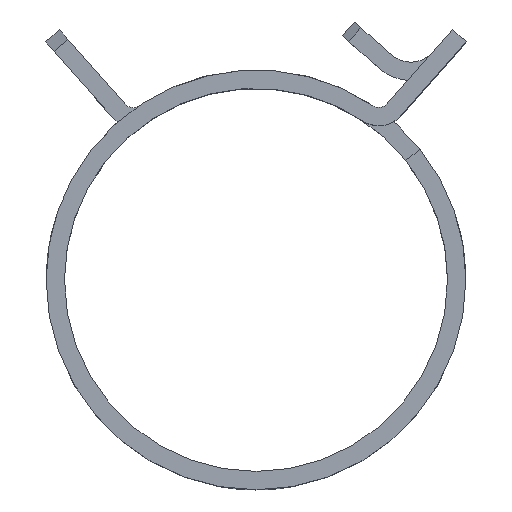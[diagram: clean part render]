
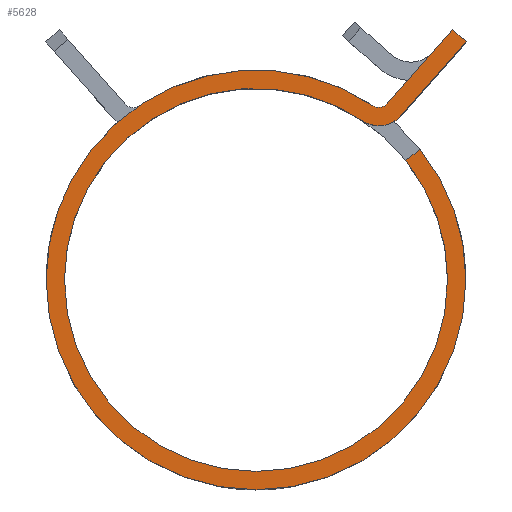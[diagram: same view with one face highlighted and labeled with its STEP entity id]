
A CAD part, top view. The second image highlights one B-rep face of the part: STEP entity #5628.
In plain terms, the highlighted planar face has unit normal (0, 0, 1).
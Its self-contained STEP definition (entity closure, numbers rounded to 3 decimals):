
#70 = DIRECTION ( 'NONE',  ( 1., 0., 0. ) ) ;
#76 = VERTEX_POINT ( 'NONE', #3602 ) ;
#184 = EDGE_CURVE ( 'NONE', #2178, #3759, #2033, .T. ) ;
#276 = LINE ( 'NONE', #4065, #1318 ) ;
#334 = CARTESIAN_POINT ( 'NONE',  ( 12.148, 16.316, 6. ) ) ;
#348 = ORIENTED_EDGE ( 'NONE', *, *, #1252, .T. ) ;
#383 = VECTOR ( 'NONE', #3024, 1000. ) ;
#418 = CARTESIAN_POINT ( 'NONE',  ( 13.422, 15.191, 6. ) ) ;
#427 = CARTESIAN_POINT ( 'NONE',  ( 18.226, 23.195, 6. ) ) ;
#481 = CIRCLE ( 'NONE', #5058, 19.45 ) ;
#507 = ORIENTED_EDGE ( 'NONE', *, *, #1657, .F. ) ;
#600 = VERTEX_POINT ( 'NONE', #3499 ) ;
#638 = DIRECTION ( 'NONE',  ( 1., 0., 0. ) ) ;
#673 = VECTOR ( 'NONE', #5376, 1000. ) ;
#807 = VERTEX_POINT ( 'NONE', #5329 ) ;
#834 = CIRCLE ( 'NONE', #5118, 19.45 ) ;
#986 = CARTESIAN_POINT ( 'NONE',  ( 0., 0., 6. ) ) ;
#1014 = CARTESIAN_POINT ( 'NONE',  ( 19.5, 22.069, 6. ) ) ;
#1015 = DIRECTION ( 'NONE',  ( 0., 0., 1. ) ) ;
#1024 = DIRECTION ( 'NONE',  ( 0.782, 0.623, 0. ) ) ;
#1134 = CIRCLE ( 'NONE', #3918, 2.7 ) ;
#1239 = CARTESIAN_POINT ( 'NONE',  ( 18.226, 23.195, 6. ) ) ;
#1244 = VERTEX_POINT ( 'NONE', #2025 ) ;
#1252 = EDGE_CURVE ( 'NONE', #4737, #4604, #2063, .T. ) ;
#1318 = VECTOR ( 'NONE', #1024, 1000. ) ;
#1397 = VERTEX_POINT ( 'NONE', #3642 ) ;
#1417 = AXIS2_PLACEMENT_3D ( 'NONE', #986, #2826, #2387 ) ;
#1485 = CARTESIAN_POINT ( 'NONE',  ( 0., 0., 6. ) ) ;
#1548 = DIRECTION ( 'NONE',  ( 1., 0., 0. ) ) ;
#1607 = EDGE_CURVE ( 'NONE', #807, #5473, #5254, .T. ) ;
#1657 = EDGE_CURVE ( 'NONE', #1758, #2178, #5295, .T. ) ;
#1684 = ORIENTED_EDGE ( 'NONE', *, *, #184, .F. ) ;
#1692 = CARTESIAN_POINT ( 'NONE',  ( 10.841, 16.148, 6. ) ) ;
#1758 = VERTEX_POINT ( 'NONE', #1239 ) ;
#1766 = VERTEX_POINT ( 'NONE', #3116 ) ;
#1792 = DIRECTION ( 'NONE',  ( 0., 0., -1. ) ) ;
#1824 = ORIENTED_EDGE ( 'NONE', *, *, #4650, .F. ) ;
#1865 = EDGE_CURVE ( 'NONE', #1244, #1397, #481, .T. ) ;
#1875 = CARTESIAN_POINT ( 'NONE',  ( 0., 0., 6. ) ) ;
#2025 = CARTESIAN_POINT ( 'NONE',  ( -19.45, 0., 6. ) ) ;
#2033 = LINE ( 'NONE', #1014, #673 ) ;
#2063 = CIRCLE ( 'NONE', #6050, 1. ) ;
#2178 = VERTEX_POINT ( 'NONE', #5582 ) ;
#2192 = DIRECTION ( 'NONE',  ( 0., 0., 1. ) ) ;
#2287 = LINE ( 'NONE', #427, #4620 ) ;
#2353 = DIRECTION ( 'NONE',  ( 0., 0., 1. ) ) ;
#2387 = DIRECTION ( 'NONE',  ( 1., 0., 0. ) ) ;
#2414 = CIRCLE ( 'NONE', #5195, 17.75 ) ;
#2455 = CARTESIAN_POINT ( 'NONE',  ( 0., 0., 6. ) ) ;
#2533 = DIRECTION ( 'NONE',  ( 1., 0., 0. ) ) ;
#2713 = CARTESIAN_POINT ( 'NONE',  ( 11.399, 16.978, 6. ) ) ;
#2727 = CIRCLE ( 'NONE', #5914, 17.75 ) ;
#2811 = ORIENTED_EDGE ( 'NONE', *, *, #5681, .T. ) ;
#2826 = DIRECTION ( 'NONE',  ( 0., 0., 1. ) ) ;
#2920 = DIRECTION ( 'NONE',  ( 0., 0., 1. ) ) ;
#2933 = CARTESIAN_POINT ( 'NONE',  ( 18.226, 23.195, 6. ) ) ;
#3024 = DIRECTION ( 'NONE',  ( 0.749, -0.662, 0. ) ) ;
#3039 = DIRECTION ( 'NONE',  ( 0., 0., 1. ) ) ;
#3063 = DIRECTION ( 'NONE',  ( 0., 0., -1. ) ) ;
#3116 = CARTESIAN_POINT ( 'NONE',  ( 15.214, 12.118, 6. ) ) ;
#3333 = EDGE_LOOP ( 'NONE', ( #4199, #3559, #2811, #4886, #1824, #4263, #5415, #4360, #1684, #507, #5395, #348 ) ) ;
#3392 = DIRECTION ( 'NONE',  ( 0., 0., 1. ) ) ;
#3403 = CARTESIAN_POINT ( 'NONE',  ( 11.399, 16.978, 6. ) ) ;
#3444 = EDGE_CURVE ( 'NONE', #4604, #1244, #5900, .T. ) ;
#3499 = CARTESIAN_POINT ( 'NONE',  ( 13.884, 11.059, 6. ) ) ;
#3559 = ORIENTED_EDGE ( 'NONE', *, *, #1865, .T. ) ;
#3602 = CARTESIAN_POINT ( 'NONE',  ( 17.75, 0., 6. ) ) ;
#3642 = CARTESIAN_POINT ( 'NONE',  ( 19.45, 0., 6. ) ) ;
#3697 = AXIS2_PLACEMENT_3D ( 'NONE', #5190, #2920, #5813 ) ;
#3759 = VERTEX_POINT ( 'NONE', #418 ) ;
#3842 = DIRECTION ( 'NONE',  ( 1., 0., 0. ) ) ;
#3918 = AXIS2_PLACEMENT_3D ( 'NONE', #2713, #1792, #5077 ) ;
#3947 = CARTESIAN_POINT ( 'NONE',  ( -17.75, 0., 6. ) ) ;
#3995 = CARTESIAN_POINT ( 'NONE',  ( 0., 0., 6. ) ) ;
#4065 = CARTESIAN_POINT ( 'NONE',  ( 13.884, 11.059, 6. ) ) ;
#4074 = EDGE_CURVE ( 'NONE', #5473, #76, #2414, .T. ) ;
#4199 = ORIENTED_EDGE ( 'NONE', *, *, #3444, .T. ) ;
#4224 = CARTESIAN_POINT ( 'NONE',  ( 0., 0., 6. ) ) ;
#4251 = DIRECTION ( 'NONE',  ( 1., 0., 0. ) ) ;
#4263 = ORIENTED_EDGE ( 'NONE', *, *, #4074, .F. ) ;
#4360 = ORIENTED_EDGE ( 'NONE', *, *, #5185, .F. ) ;
#4604 = VERTEX_POINT ( 'NONE', #1692 ) ;
#4620 = VECTOR ( 'NONE', #4786, 1000. ) ;
#4650 = EDGE_CURVE ( 'NONE', #76, #600, #2727, .T. ) ;
#4668 = EDGE_CURVE ( 'NONE', #600, #1766, #276, .T. ) ;
#4692 = PLANE ( 'NONE',  #1417 ) ;
#4737 = VERTEX_POINT ( 'NONE', #334 ) ;
#4786 = DIRECTION ( 'NONE',  ( -0.662, -0.749, 0. ) ) ;
#4886 = ORIENTED_EDGE ( 'NONE', *, *, #4668, .F. ) ;
#4957 = AXIS2_PLACEMENT_3D ( 'NONE', #1485, #3392, #70 ) ;
#5058 = AXIS2_PLACEMENT_3D ( 'NONE', #1875, #1015, #4251 ) ;
#5077 = DIRECTION ( 'NONE',  ( -1., 0., 0. ) ) ;
#5118 = AXIS2_PLACEMENT_3D ( 'NONE', #4224, #2353, #3842 ) ;
#5185 = EDGE_CURVE ( 'NONE', #3759, #807, #1134, .T. ) ;
#5190 = CARTESIAN_POINT ( 'NONE',  ( 0., 0., 6. ) ) ;
#5195 = AXIS2_PLACEMENT_3D ( 'NONE', #3995, #3039, #638 ) ;
#5254 = CIRCLE ( 'NONE', #4957, 17.75 ) ;
#5284 = FACE_OUTER_BOUND ( 'NONE', #3333, .T. ) ;
#5295 = LINE ( 'NONE', #2933, #383 ) ;
#5329 = CARTESIAN_POINT ( 'NONE',  ( 9.894, 14.737, 6. ) ) ;
#5376 = DIRECTION ( 'NONE',  ( -0.662, -0.749, 0. ) ) ;
#5395 = ORIENTED_EDGE ( 'NONE', *, *, #5666, .T. ) ;
#5415 = ORIENTED_EDGE ( 'NONE', *, *, #1607, .F. ) ;
#5473 = VERTEX_POINT ( 'NONE', #3947 ) ;
#5582 = CARTESIAN_POINT ( 'NONE',  ( 19.5, 22.069, 6. ) ) ;
#5628 = ADVANCED_FACE ( 'NONE', ( #5284 ), #4692, .T. ) ;
#5666 = EDGE_CURVE ( 'NONE', #1758, #4737, #2287, .T. ) ;
#5681 = EDGE_CURVE ( 'NONE', #1397, #1766, #834, .T. ) ;
#5813 = DIRECTION ( 'NONE',  ( 1., 0., 0. ) ) ;
#5900 = CIRCLE ( 'NONE', #3697, 19.45 ) ;
#5914 = AXIS2_PLACEMENT_3D ( 'NONE', #2455, #2192, #1548 ) ;
#6050 = AXIS2_PLACEMENT_3D ( 'NONE', #3403, #3063, #2533 ) ;
